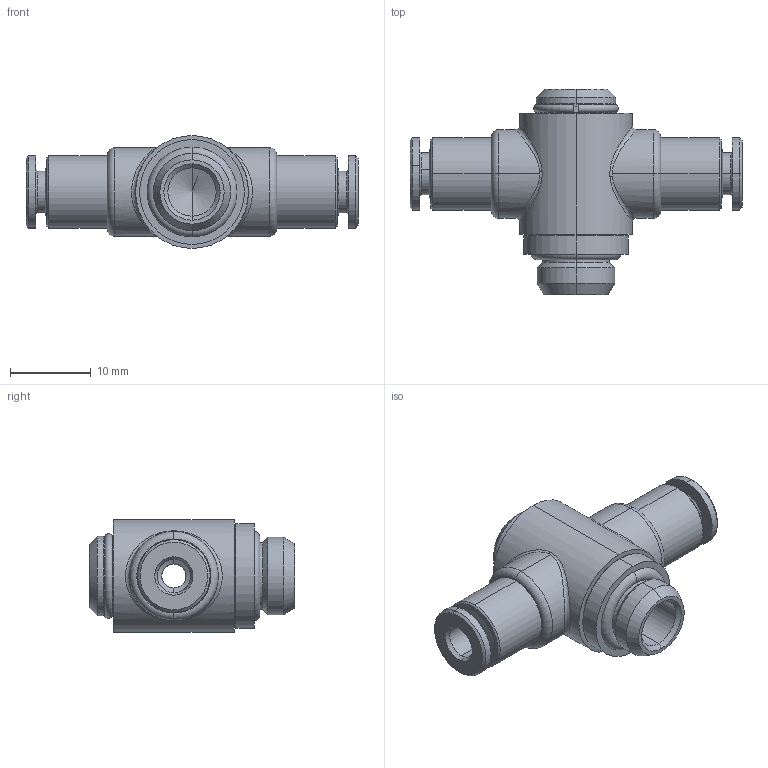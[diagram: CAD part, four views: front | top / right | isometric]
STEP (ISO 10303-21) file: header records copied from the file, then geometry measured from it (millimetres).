
FILE_DESCRIPTION (( 'STEP AP203' ), '1' );
FILE_NAME ('A0120011.STEP', '2009-11-25T08:23:43', ( 'Gabriele' ), ( 'C.Matic srl' ), 'SwSTEP 2.0', 'SolidWorks 2009', '' );
FILE_SCHEMA (( 'CONFIG_CONTROL_DESIGN' ));
Length unit declared in the file: millimetre
Products named in the file (1): A0120011
Bounding box: 41.2 x 25.5 x 14 mm (x, y, z)
Volume: 4143.9 mm3; surface area: 3096.2 mm2
Topology: 1 solids, 1 shells, 124 faces, 269 edges, 158 vertices
Faces by surface type: cylinder 43, cone 40, plane 30, torus 7, bspline 4
Entity records: 5655 total; most frequent: CARTESIAN_POINT 2848, DIRECTION 614, ORIENTED_EDGE 530, EDGE_CURVE 265, AXIS2_PLACEMENT_3D 254, VERTEX_POINT 158, EDGE_LOOP 143, CIRCLE 133
